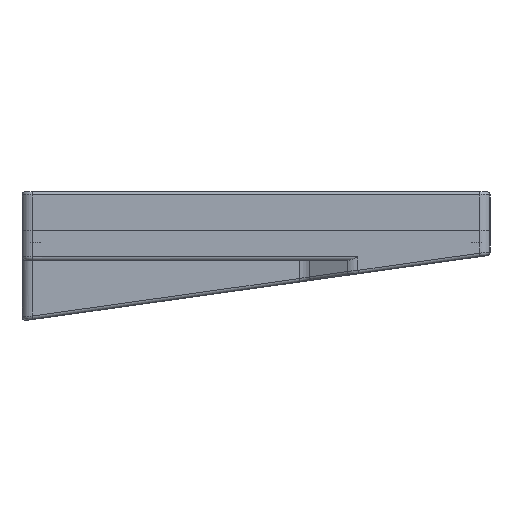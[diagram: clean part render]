
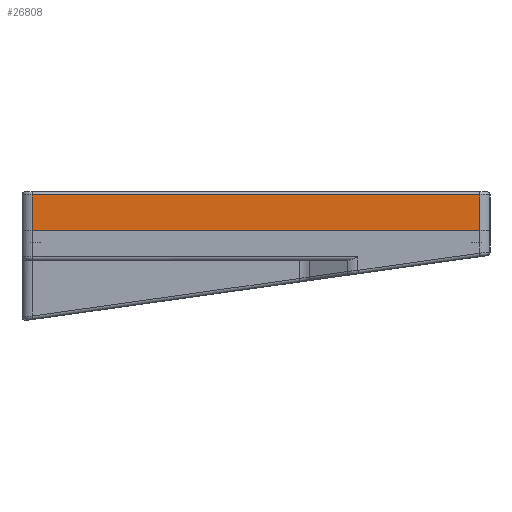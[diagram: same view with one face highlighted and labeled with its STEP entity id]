
A CAD part, left-side view. The second image highlights one B-rep face of the part: STEP entity #26808.
In plain terms, the highlighted planar face has unit normal (-1, 0, 0).
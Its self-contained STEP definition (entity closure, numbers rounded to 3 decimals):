
#554=PLANE('',#28498);
#1118=LINE('',#39101,#3793);
#1181=LINE('',#39338,#3856);
#1182=LINE('',#39341,#3857);
#1183=LINE('',#39344,#3858);
#3793=VECTOR('',#30816,10.);
#3856=VECTOR('',#31013,10.);
#3857=VECTOR('',#31016,10.);
#3858=VECTOR('',#31021,10.);
#7397=FACE_OUTER_BOUND('',#8865,.T.);
#8865=EDGE_LOOP('',(#19806,#19807,#19808,#19809));
#11622=VERTEX_POINT('',#39093);
#11624=VERTEX_POINT('',#39099);
#11731=VERTEX_POINT('',#39336);
#11732=VERTEX_POINT('',#39340);
#14301=EDGE_CURVE('',#11624,#11622,#1118,.T.);
#14420=EDGE_CURVE('',#11731,#11624,#1181,.T.);
#14421=EDGE_CURVE('',#11622,#11732,#1182,.T.);
#14423=EDGE_CURVE('',#11732,#11731,#1183,.T.);
#19806=ORIENTED_EDGE('',*,*,#14301,.F.);
#19807=ORIENTED_EDGE('',*,*,#14420,.F.);
#19808=ORIENTED_EDGE('',*,*,#14423,.F.);
#19809=ORIENTED_EDGE('',*,*,#14421,.F.);
#26808=ADVANCED_FACE('',(#7397),#554,.F.);
#28498=AXIS2_PLACEMENT_3D('',#40588,#32337,#32338);
#30816=DIRECTION('',(0.,-1.,0.));
#31013=DIRECTION('',(0.,0.,1.));
#31016=DIRECTION('',(0.,0.,-1.));
#31021=DIRECTION('',(0.,1.,0.));
#32337=DIRECTION('center_axis',(1.,0.,0.));
#32338=DIRECTION('ref_axis',(0.,-1.,0.));
#39093=CARTESIAN_POINT('',(-4.975,-4.475,6.8));
#39099=CARTESIAN_POINT('',(-4.975,125.538,6.8));
#39101=CARTESIAN_POINT('',(-4.975,94.534,6.8));
#39336=CARTESIAN_POINT('',(-4.975,125.538,-3.5));
#39338=CARTESIAN_POINT('',(-4.975,125.538,7.8));
#39340=CARTESIAN_POINT('',(-4.975,-4.475,-3.5));
#39341=CARTESIAN_POINT('',(-4.975,-4.475,7.8));
#39344=CARTESIAN_POINT('',(-4.975,94.534,-3.5));
#40588=CARTESIAN_POINT('Origin',(-4.975,128.538,7.8));
